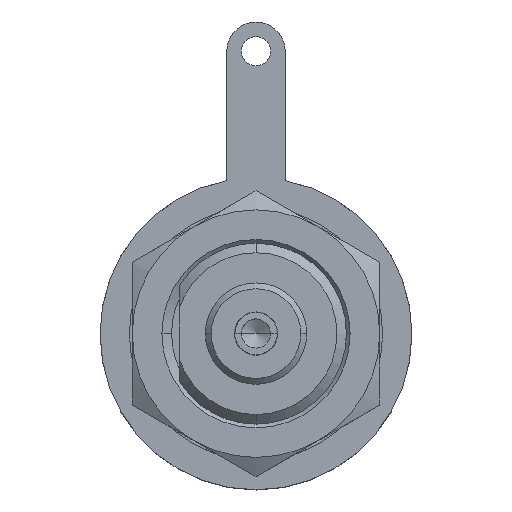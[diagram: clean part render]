
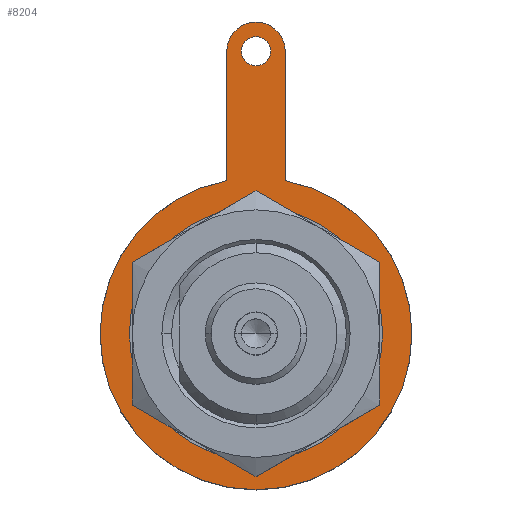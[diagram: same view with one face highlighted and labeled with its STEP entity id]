
A CAD part, top view. The second image highlights one B-rep face of the part: STEP entity #8204.
In plain terms, the highlighted planar face has unit normal (0, 0, 1).
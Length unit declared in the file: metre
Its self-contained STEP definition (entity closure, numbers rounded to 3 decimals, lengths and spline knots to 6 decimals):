
#142 = ORIENTED_EDGE ( 'NONE', *, *, #1585, .T. ) ;
#241 = DIRECTION ( 'NONE',  ( 0., 0., 1. ) ) ;
#275 = VERTEX_POINT ( 'NONE', #1769 ) ;
#494 = CARTESIAN_POINT ( 'NONE',  ( 0.00485, 0., -0.0054 ) ) ;
#568 = FACE_BOUND ( 'NONE', #5641, .T. ) ;
#575 = ORIENTED_EDGE ( 'NONE', *, *, #2863, .F. ) ;
#650 = VERTEX_POINT ( 'NONE', #7720 ) ;
#651 = DIRECTION ( 'NONE',  ( 0., 0., 1. ) ) ;
#831 = DIRECTION ( 'NONE',  ( 1., 0., 0. ) ) ;
#1136 = EDGE_LOOP ( 'NONE', ( #4469, #9476 ) ) ;
#1343 = AXIS2_PLACEMENT_3D ( 'NONE', #11378, #6091, #831 ) ;
#1353 = CIRCLE ( 'NONE', #2469, 0.00485 ) ;
#1430 = CARTESIAN_POINT ( 'NONE',  ( 0., 0., -0.0054 ) ) ;
#1454 = CIRCLE ( 'NONE', #4752, 0.008 ) ;
#1481 = CARTESIAN_POINT ( 'NONE',  ( 0., 0., -0.0054 ) ) ;
#1585 = EDGE_CURVE ( 'NONE', #4181, #8840, #9037, .T. ) ;
#1769 = CARTESIAN_POINT ( 'NONE',  ( 0.0015, 0.007858, -0.0054 ) ) ;
#1992 = VERTEX_POINT ( 'NONE', #6440 ) ;
#2309 = DIRECTION ( 'NONE',  ( 1., 0., 0. ) ) ;
#2469 = AXIS2_PLACEMENT_3D ( 'NONE', #9251, #3966, #10130 ) ;
#2608 = CIRCLE ( 'NONE', #9556, 0.00075 ) ;
#2622 = VERTEX_POINT ( 'NONE', #10976 ) ;
#2863 = EDGE_CURVE ( 'NONE', #650, #8117, #7676, .T. ) ;
#2866 = DIRECTION ( 'NONE',  ( 0., 0., 1. ) ) ;
#2890 = LINE ( 'NONE', #3984, #9636 ) ;
#2968 = CARTESIAN_POINT ( 'NONE',  ( -0.0015, 0.007858, -0.0054 ) ) ;
#2989 = CIRCLE ( 'NONE', #10719, 0.0015 ) ;
#3439 = VERTEX_POINT ( 'NONE', #4990 ) ;
#3708 = AXIS2_PLACEMENT_3D ( 'NONE', #10216, #4919, #11087 ) ;
#3966 = DIRECTION ( 'NONE',  ( 0., 0., 1. ) ) ;
#3984 = CARTESIAN_POINT ( 'NONE',  ( 0.0015, 0.007858, -0.0054 ) ) ;
#4024 = ORIENTED_EDGE ( 'NONE', *, *, #10694, .T. ) ;
#4071 = CARTESIAN_POINT ( 'NONE',  ( -0.0015, 0.007858, -0.0054 ) ) ;
#4160 = DIRECTION ( 'NONE',  ( 0., 0., 1. ) ) ;
#4181 = VERTEX_POINT ( 'NONE', #6304 ) ;
#4469 = ORIENTED_EDGE ( 'NONE', *, *, #10533, .F. ) ;
#4541 = CIRCLE ( 'NONE', #4894, 0.00075 ) ;
#4682 = DIRECTION ( 'NONE',  ( 0., 0., 1. ) ) ;
#4734 = EDGE_CURVE ( 'NONE', #2622, #1992, #2989, .T. ) ;
#4752 = AXIS2_PLACEMENT_3D ( 'NONE', #5511, #241, #6392 ) ;
#4894 = AXIS2_PLACEMENT_3D ( 'NONE', #8165, #2866, #9024 ) ;
#4919 = DIRECTION ( 'NONE',  ( 0., 0., 1. ) ) ;
#4990 = CARTESIAN_POINT ( 'NONE',  ( 0.00075, 0.0145, -0.0054 ) ) ;
#5243 = EDGE_CURVE ( 'NONE', #6463, #4181, #1454, .T. ) ;
#5404 = EDGE_CURVE ( 'NONE', #8840, #275, #9173, .T. ) ;
#5511 = CARTESIAN_POINT ( 'NONE',  ( 0., 0., -0.0054 ) ) ;
#5641 = EDGE_LOOP ( 'NONE', ( #575, #9492 ) ) ;
#5714 = AXIS2_PLACEMENT_3D ( 'NONE', #1430, #7580, #2309 ) ;
#5922 = CARTESIAN_POINT ( 'NONE',  ( 0., 0.0145, -0.0054 ) ) ;
#6091 = DIRECTION ( 'NONE',  ( 0., 0., 1. ) ) ;
#6192 = ORIENTED_EDGE ( 'NONE', *, *, #4734, .T. ) ;
#6286 = ORIENTED_EDGE ( 'NONE', *, *, #10200, .F. ) ;
#6304 = CARTESIAN_POINT ( 'NONE',  ( -0.008, 0., -0.0054 ) ) ;
#6392 = DIRECTION ( 'NONE',  ( 1., 0., 0. ) ) ;
#6440 = CARTESIAN_POINT ( 'NONE',  ( -0.0015, 0.0145, -0.0054 ) ) ;
#6463 = VERTEX_POINT ( 'NONE', #2968 ) ;
#6513 = DIRECTION ( 'NONE',  ( 0., 1., 0. ) ) ;
#6798 = DIRECTION ( 'NONE',  ( 1., 0., 0. ) ) ;
#7571 = FACE_BOUND ( 'NONE', #1136, .T. ) ;
#7580 = DIRECTION ( 'NONE',  ( 0., 0., 1. ) ) ;
#7676 = CIRCLE ( 'NONE', #1343, 0.00485 ) ;
#7720 = CARTESIAN_POINT ( 'NONE',  ( -0.00485, 0., -0.0054 ) ) ;
#8117 = VERTEX_POINT ( 'NONE', #494 ) ;
#8165 = CARTESIAN_POINT ( 'NONE',  ( 0., 0.0145, -0.0054 ) ) ;
#8204 = ADVANCED_FACE ( 'NONE', ( #568, #9939, #7571 ), #9428, .T. ) ;
#8840 = VERTEX_POINT ( 'NONE', #9562 ) ;
#8866 = ORIENTED_EDGE ( 'NONE', *, *, #5243, .T. ) ;
#9024 = DIRECTION ( 'NONE',  ( 1., 0., 0. ) ) ;
#9037 = CIRCLE ( 'NONE', #3708, 0.008 ) ;
#9173 = CIRCLE ( 'NONE', #5714, 0.008 ) ;
#9251 = CARTESIAN_POINT ( 'NONE',  ( 0., 0., -0.0054 ) ) ;
#9337 = DIRECTION ( 'NONE',  ( 0., 1., 0. ) ) ;
#9364 = VERTEX_POINT ( 'NONE', #9789 ) ;
#9428 = PLANE ( 'NONE',  #11280 ) ;
#9476 = ORIENTED_EDGE ( 'NONE', *, *, #11348, .F. ) ;
#9492 = ORIENTED_EDGE ( 'NONE', *, *, #11212, .F. ) ;
#9556 = AXIS2_PLACEMENT_3D ( 'NONE', #5922, #651, #6798 ) ;
#9562 = CARTESIAN_POINT ( 'NONE',  ( 0.008, 0., -0.0054 ) ) ;
#9636 = VECTOR ( 'NONE', #6513, 1. ) ;
#9643 = ORIENTED_EDGE ( 'NONE', *, *, #5404, .T. ) ;
#9653 = VECTOR ( 'NONE', #9337, 1. ) ;
#9789 = CARTESIAN_POINT ( 'NONE',  ( -0.00075, 0.0145, -0.0054 ) ) ;
#9929 = LINE ( 'NONE', #4071, #9653 ) ;
#9939 = FACE_OUTER_BOUND ( 'NONE', #10101, .T. ) ;
#9968 = CARTESIAN_POINT ( 'NONE',  ( 0., 0.0145, -0.0054 ) ) ;
#10101 = EDGE_LOOP ( 'NONE', ( #8866, #142, #9643, #4024, #6192, #6286 ) ) ;
#10130 = DIRECTION ( 'NONE',  ( 1., 0., 0. ) ) ;
#10200 = EDGE_CURVE ( 'NONE', #6463, #1992, #9929, .T. ) ;
#10216 = CARTESIAN_POINT ( 'NONE',  ( 0., 0., -0.0054 ) ) ;
#10308 = DIRECTION ( 'NONE',  ( 1., 0., 0. ) ) ;
#10533 = EDGE_CURVE ( 'NONE', #9364, #3439, #4541, .T. ) ;
#10694 = EDGE_CURVE ( 'NONE', #275, #2622, #2890, .T. ) ;
#10719 = AXIS2_PLACEMENT_3D ( 'NONE', #9968, #4682, #10833 ) ;
#10833 = DIRECTION ( 'NONE',  ( 1., 0., 0. ) ) ;
#10976 = CARTESIAN_POINT ( 'NONE',  ( 0.0015, 0.0145, -0.0054 ) ) ;
#11087 = DIRECTION ( 'NONE',  ( 1., 0., 0. ) ) ;
#11212 = EDGE_CURVE ( 'NONE', #8117, #650, #1353, .T. ) ;
#11280 = AXIS2_PLACEMENT_3D ( 'NONE', #1481, #4160, #10308 ) ;
#11348 = EDGE_CURVE ( 'NONE', #3439, #9364, #2608, .T. ) ;
#11378 = CARTESIAN_POINT ( 'NONE',  ( 0., 0., -0.0054 ) ) ;
